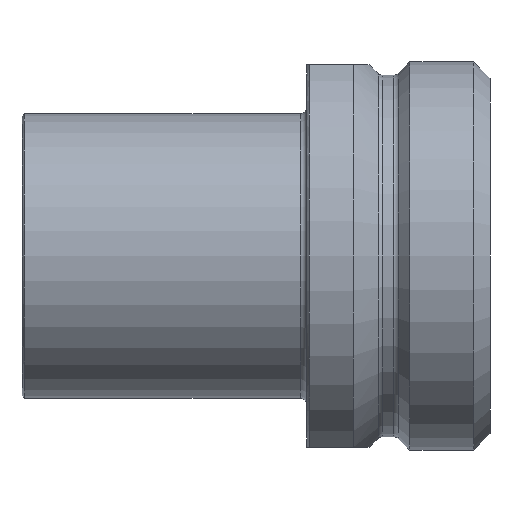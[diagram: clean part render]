
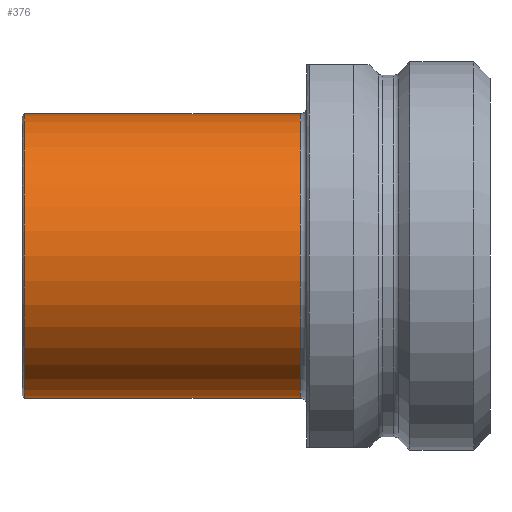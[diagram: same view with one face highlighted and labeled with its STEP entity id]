
A CAD part, front view. The second image highlights one B-rep face of the part: STEP entity #376.
In plain terms, the highlighted cylindrical face has radius 17.5 mm (diameter 35 mm), a full revolution.
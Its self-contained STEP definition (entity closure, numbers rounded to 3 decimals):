
#22=CYLINDRICAL_SURFACE('',#429,17.5);
#34=CIRCLE('',#424,17.5);
#35=CIRCLE('',#425,17.5);
#38=CIRCLE('',#430,17.5);
#39=CIRCLE('',#431,17.5);
#75=FACE_OUTER_BOUND('',#98,.T.);
#98=EDGE_LOOP('',(#291,#292,#293,#294,#295,#296));
#123=LINE('',#670,#139);
#139=VECTOR('',#516,17.5);
#172=VERTEX_POINT('',#656);
#173=VERTEX_POINT('',#657);
#176=VERTEX_POINT('',#667);
#177=VERTEX_POINT('',#668);
#215=EDGE_CURVE('',#172,#173,#34,.T.);
#216=EDGE_CURVE('',#173,#172,#35,.T.);
#220=EDGE_CURVE('',#176,#177,#38,.T.);
#221=EDGE_CURVE('',#176,#173,#123,.T.);
#222=EDGE_CURVE('',#177,#176,#39,.T.);
#291=ORIENTED_EDGE('',*,*,#220,.F.);
#292=ORIENTED_EDGE('',*,*,#221,.T.);
#293=ORIENTED_EDGE('',*,*,#215,.F.);
#294=ORIENTED_EDGE('',*,*,#216,.F.);
#295=ORIENTED_EDGE('',*,*,#221,.F.);
#296=ORIENTED_EDGE('',*,*,#222,.F.);
#376=ADVANCED_FACE('',(#75),#22,.T.);
#424=AXIS2_PLACEMENT_3D('',#658,#501,#502);
#425=AXIS2_PLACEMENT_3D('',#659,#503,#504);
#429=AXIS2_PLACEMENT_3D('',#666,#512,#513);
#430=AXIS2_PLACEMENT_3D('',#669,#514,#515);
#431=AXIS2_PLACEMENT_3D('',#671,#517,#518);
#501=DIRECTION('center_axis',(-1.,0.,0.));
#502=DIRECTION('ref_axis',(0.,-1.,0.));
#503=DIRECTION('center_axis',(-1.,0.,0.));
#504=DIRECTION('ref_axis',(0.,-1.,0.));
#512=DIRECTION('center_axis',(1.,0.,0.));
#513=DIRECTION('ref_axis',(0.,1.,0.));
#514=DIRECTION('center_axis',(1.,0.,0.));
#515=DIRECTION('ref_axis',(0.,-1.,0.));
#516=DIRECTION('',(-1.,0.,0.));
#517=DIRECTION('center_axis',(1.,0.,0.));
#518=DIRECTION('ref_axis',(0.,-1.,0.));
#656=CARTESIAN_POINT('',(-57.2,17.5,0.));
#657=CARTESIAN_POINT('',(-57.2,-17.5,0.));
#658=CARTESIAN_POINT('Origin',(-57.2,0.,0.));
#659=CARTESIAN_POINT('Origin',(-57.2,0.,0.));
#666=CARTESIAN_POINT('Origin',(-40.,0.,0.));
#667=CARTESIAN_POINT('',(-23.3,-17.5,0.));
#668=CARTESIAN_POINT('',(-23.3,0.,17.5));
#669=CARTESIAN_POINT('Origin',(-23.3,0.,0.));
#670=CARTESIAN_POINT('',(-40.,-17.5,0.));
#671=CARTESIAN_POINT('Origin',(-23.3,0.,0.));
